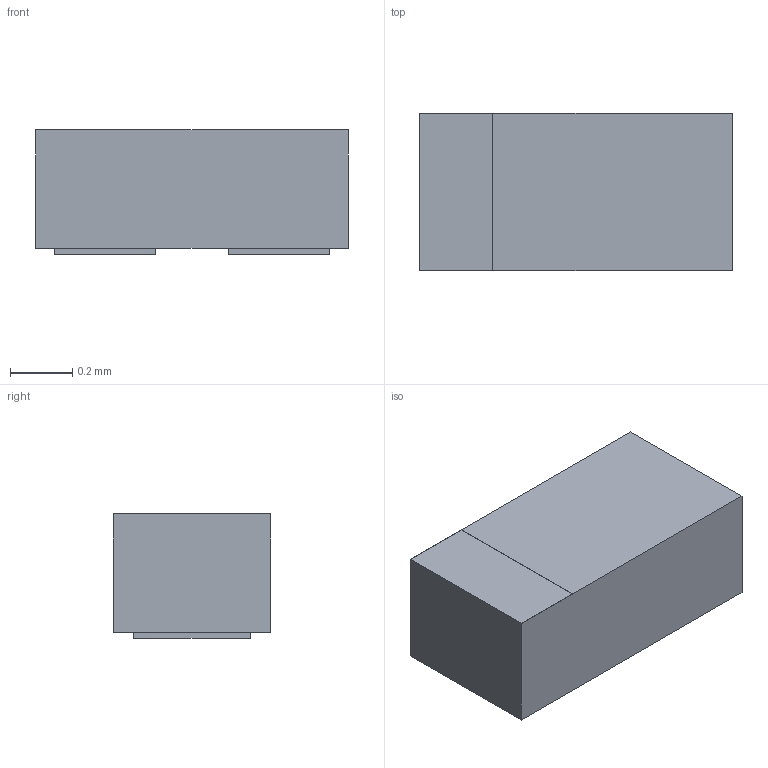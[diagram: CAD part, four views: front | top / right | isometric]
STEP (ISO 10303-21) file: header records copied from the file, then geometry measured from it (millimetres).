
FILE_DESCRIPTION(('FreeCAD Model'),'2;1');
FILE_NAME('Open CASCADE Shape Model','2023-11-25T11:32:38',(''),(''), 'Open CASCADE STEP processor 7.6','FreeCAD','Unknown');
FILE_SCHEMA(('AUTOMOTIVE_DESIGN { 1 0 10303 214 1 1 1 1 }'));
Length unit declared in the file: millimetre
Products named in the file (5): DIONDFN2_100X50X40L32X041; DIONDFN2_100X50X40L32X37; DIONDFN2_100X50X40L32X038; DIONDFN2_100X50X40L32X039; DIONDFN2_100X50X40L32X040
Assembly tree (4 placements, depth 2):
  DIONDFN2_100X50X40L32X041
    DIONDFN2_100X50X40L32X37
    DIONDFN2_100X50X40L32X038
    DIONDFN2_100X50X40L32X039
    DIONDFN2_100X50X40L32X040
Bounding box: 1 x 0.51 x 0.4 mm (x, y, z)
Volume: 0.2 mm3; surface area: 2.9 mm2
Topology: 4 solids, 4 shells, 24 faces, 48 edges, 32 vertices
Faces by surface type: plane 24
Entity records: 1355 total; most frequent: CARTESIAN_POINT 205, DIRECTION 202, LINE 144, VECTOR 144, ORIENTED_EDGE 96, PCURVE 96, DEFINITIONAL_REPRESENTATION 96, EDGE_CURVE 48
